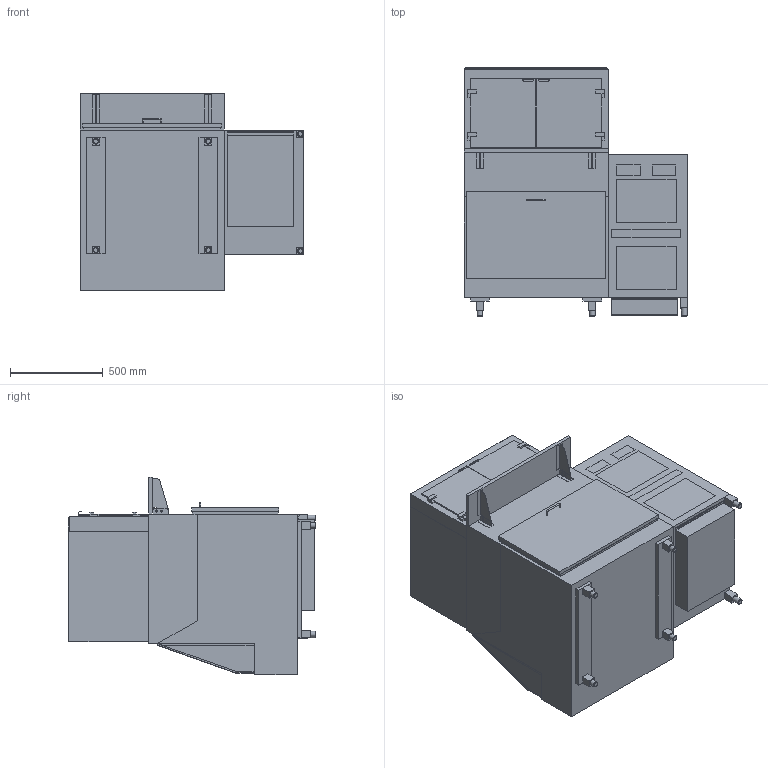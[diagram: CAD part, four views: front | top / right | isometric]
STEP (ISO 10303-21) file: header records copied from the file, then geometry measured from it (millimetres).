
FILE_DESCRIPTION(/* description */ ('eigengekühlt'),/* implementation_level */ '2;1');
FILE_NAME(/* name */ '3D-AKE-00008896.stp',/* time_stamp */ '2022-06-01T10:03:32+02:00',/* author */ ('julian.lux'),/* organization */ (''),/* preprocessor_version */ 'ST-DEVELOPER v18',/* originating_system */ 'Autodesk Inventor 2020',/* authorisation */ '');
FILE_SCHEMA (('AUTOMOTIVE_DESIGN { 1 0 10303 214 3 1 1 }'));
Length unit declared in the file: millimetre
Products named in the file (1): 3D-AKE-00008896
Bounding box: 1205 x 1334 x 1065 mm (x, y, z)
Volume: 444773306.2 mm3; surface area: 21521547.3 mm2
Topology: 103 solids, 103 shells, 908 faces, 2157 edges, 1470 vertices
Faces by surface type: plane 762, cylinder 116, torus 30
Full cylindrical faces by diameter (mm): 5 x33, 8 x3, 10 x8, 30 x6
Entity records: 26125 total; most frequent: CARTESIAN_POINT 4536, DIRECTION 4403, ORIENTED_EDGE 4314, EDGE_CURVE 2157, LINE 1729, VECTOR 1729, VERTEX_POINT 1470, AXIS2_PLACEMENT_3D 1337
